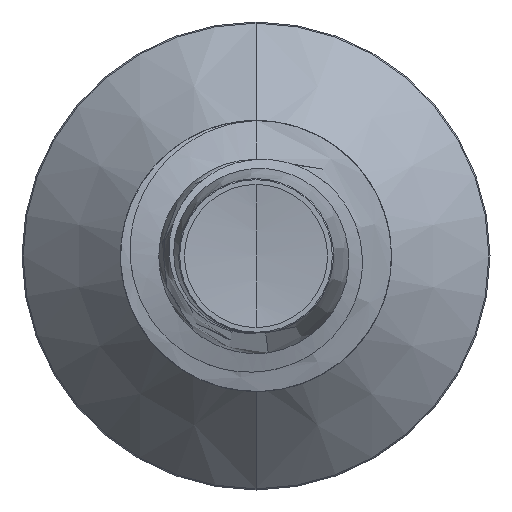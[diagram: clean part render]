
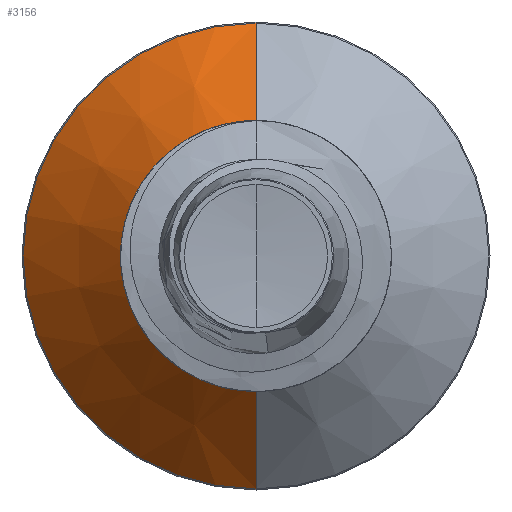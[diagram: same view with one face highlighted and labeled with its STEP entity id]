
A CAD part, front view. The second image highlights one B-rep face of the part: STEP entity #3156.
In plain terms, the highlighted conical face has half-angle 45 degrees and reference radius 1.034 mm.
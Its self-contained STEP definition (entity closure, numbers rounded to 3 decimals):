
#336 = CARTESIAN_POINT ( 'NONE',  ( 0., 11.284, -1.034 ) ) ;
#1485 = DIRECTION ( 'NONE',  ( 0., 0.707, 0.707 ) ) ;
#1949 = AXIS2_PLACEMENT_3D ( 'NONE', #18997, #8025, #20788 ) ;
#2076 = EDGE_CURVE ( 'NONE', #21124, #22112, #18899, .T. ) ;
#3011 = LINE ( 'NONE', #23436, #3200 ) ;
#3156 = ADVANCED_FACE ( 'NONE', ( #22785 ), #21099, .T. ) ;
#3200 = VECTOR ( 'NONE', #1485, 1000. ) ;
#3266 = LINE ( 'NONE', #6507, #17466 ) ;
#4629 = ORIENTED_EDGE ( 'NONE', *, *, #5721, .T. ) ;
#5369 = VERTEX_POINT ( 'NONE', #336 ) ;
#5721 = EDGE_CURVE ( 'NONE', #5369, #16175, #20676, .T. ) ;
#6507 = CARTESIAN_POINT ( 'NONE',  ( 0., 11.284, -1.034 ) ) ;
#7055 = EDGE_LOOP ( 'NONE', ( #8459, #4629, #17943, #19372 ) ) ;
#8025 = DIRECTION ( 'NONE',  ( 0., 1., 0. ) ) ;
#8412 = DIRECTION ( 'NONE',  ( 0., 0.707, -0.707 ) ) ;
#8459 = ORIENTED_EDGE ( 'NONE', *, *, #17029, .F. ) ;
#9487 = CARTESIAN_POINT ( 'NONE',  ( 0., 12.14, 1.89 ) ) ;
#9661 = EDGE_CURVE ( 'NONE', #16175, #22112, #3011, .T. ) ;
#10006 = CARTESIAN_POINT ( 'NONE',  ( 0., 11.284, 1.034 ) ) ;
#11701 = DIRECTION ( 'NONE',  ( 0., 1., 0. ) ) ;
#11728 = CARTESIAN_POINT ( 'NONE',  ( 0., 12.14, 0. ) ) ;
#11983 = DIRECTION ( 'NONE',  ( 0., 0., 1. ) ) ;
#12088 = AXIS2_PLACEMENT_3D ( 'NONE', #21279, #14568, #17118 ) ;
#14568 = DIRECTION ( 'NONE',  ( 0., 1., 0. ) ) ;
#16175 = VERTEX_POINT ( 'NONE', #10006 ) ;
#16185 = AXIS2_PLACEMENT_3D ( 'NONE', #11728, #11701, #11983 ) ;
#17029 = EDGE_CURVE ( 'NONE', #5369, #21124, #3266, .T. ) ;
#17118 = DIRECTION ( 'NONE',  ( 0., 0., 1. ) ) ;
#17466 = VECTOR ( 'NONE', #8412, 1000. ) ;
#17943 = ORIENTED_EDGE ( 'NONE', *, *, #9661, .T. ) ;
#18899 = CIRCLE ( 'NONE', #16185, 1.89 ) ;
#18997 = CARTESIAN_POINT ( 'NONE',  ( 0., 11.284, 0. ) ) ;
#19372 = ORIENTED_EDGE ( 'NONE', *, *, #2076, .F. ) ;
#20676 = CIRCLE ( 'NONE', #1949, 1.034 ) ;
#20788 = DIRECTION ( 'NONE',  ( 0., 0., 1. ) ) ;
#20976 = CARTESIAN_POINT ( 'NONE',  ( 0., 12.14, -1.89 ) ) ;
#21099 = CONICAL_SURFACE ( 'NONE', #12088, 1.034, 0.785 ) ;
#21124 = VERTEX_POINT ( 'NONE', #20976 ) ;
#21279 = CARTESIAN_POINT ( 'NONE',  ( 0., 11.284, 0. ) ) ;
#22112 = VERTEX_POINT ( 'NONE', #9487 ) ;
#22785 = FACE_OUTER_BOUND ( 'NONE', #7055, .T. ) ;
#23436 = CARTESIAN_POINT ( 'NONE',  ( 0., 11.284, 1.034 ) ) ;
